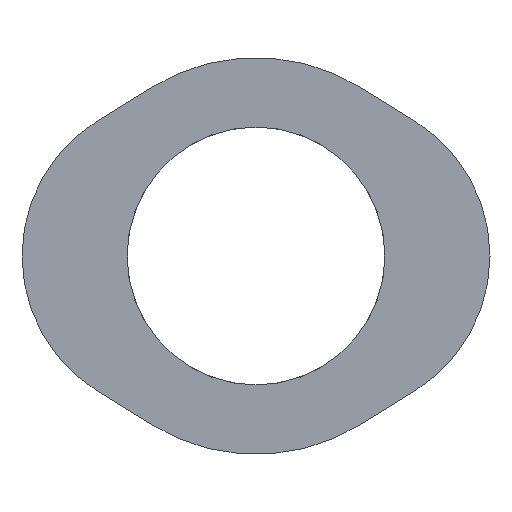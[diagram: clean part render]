
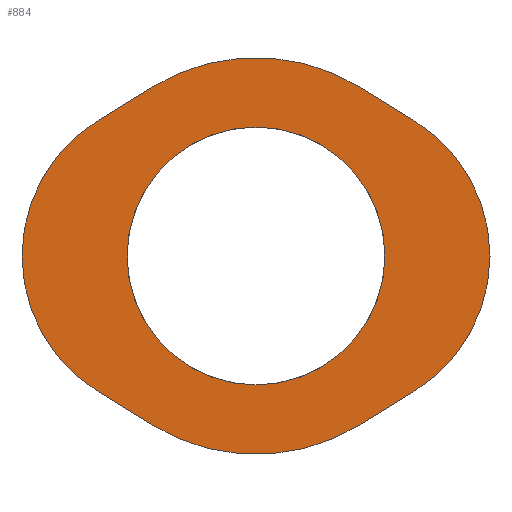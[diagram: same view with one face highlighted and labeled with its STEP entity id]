
A CAD part, front view. The second image highlights one B-rep face of the part: STEP entity #884.
In plain terms, the highlighted planar face has unit normal (0, -1, 0).
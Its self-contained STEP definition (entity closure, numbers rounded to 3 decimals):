
#113 = VERTEX_POINT ( 'NONE', #1434 ) ;
#161 = VERTEX_POINT ( 'NONE', #1646 ) ;
#244 = DIRECTION ( 'NONE',  ( 0.85, 0., -0.526 ) ) ;
#282 = CARTESIAN_POINT ( 'NONE',  ( -2.632, -1.5, 4.251 ) ) ;
#292 = LINE ( 'NONE', #705, #1954 ) ;
#302 = DIRECTION ( 'NONE',  ( 0., 0., -1. ) ) ;
#305 = DIRECTION ( 'NONE',  ( 0., -1., 0. ) ) ;
#307 = CARTESIAN_POINT ( 'NONE',  ( 0., -1.5, 0. ) ) ;
#328 = CARTESIAN_POINT ( 'NONE',  ( 2.632, -1.5, -4.251 ) ) ;
#338 = ORIENTED_EDGE ( 'NONE', *, *, #1464, .F. ) ;
#339 = ORIENTED_EDGE ( 'NONE', *, *, #803, .T. ) ;
#341 = ORIENTED_EDGE ( 'NONE', *, *, #754, .T. ) ;
#342 = CARTESIAN_POINT ( 'NONE',  ( -2.632, -1.5, -4.251 ) ) ;
#344 = ORIENTED_EDGE ( 'NONE', *, *, #766, .T. ) ;
#350 = ORIENTED_EDGE ( 'NONE', *, *, #1041, .T. ) ;
#368 = DIRECTION ( 'NONE',  ( 0., 0., -1. ) ) ;
#371 = ORIENTED_EDGE ( 'NONE', *, *, #780, .T. ) ;
#373 = DIRECTION ( 'NONE',  ( 0., 0., 1. ) ) ;
#388 = DIRECTION ( 'NONE',  ( 0.85, 0., 0.526 ) ) ;
#393 = DIRECTION ( 'NONE',  ( 0., -1., 0. ) ) ;
#398 = CARTESIAN_POINT ( 'NONE',  ( -1.9, -1.5, 0. ) ) ;
#459 = DIRECTION ( 'NONE',  ( 0., -1., 0. ) ) ;
#478 = CARTESIAN_POINT ( 'NONE',  ( 0., -1.5, 0. ) ) ;
#516 = VERTEX_POINT ( 'NONE', #1300 ) ;
#538 = DIRECTION ( 'NONE',  ( -0.85, 0., -0.526 ) ) ;
#627 = AXIS2_PLACEMENT_3D ( 'NONE', #1461, #1449, #1405 ) ;
#629 = VERTEX_POINT ( 'NONE', #825 ) ;
#633 = ORIENTED_EDGE ( 'NONE', *, *, #736, .T. ) ;
#705 = CARTESIAN_POINT ( 'NONE',  ( -2.632, -1.5, 4.251 ) ) ;
#736 = EDGE_CURVE ( 'NONE', #889, #1315, #292, .T. ) ;
#754 = EDGE_CURVE ( 'NONE', #1315, #113, #1951, .T. ) ;
#766 = EDGE_CURVE ( 'NONE', #113, #161, #1960, .T. ) ;
#780 = EDGE_CURVE ( 'NONE', #629, #1225, #1930, .T. ) ;
#792 = PLANE ( 'NONE',  #1067 ) ;
#798 = EDGE_CURVE ( 'NONE', #1225, #1823, #1931, .T. ) ;
#803 = EDGE_CURVE ( 'NONE', #1823, #516, #1949, .T. ) ;
#825 = CARTESIAN_POINT ( 'NONE',  ( 2.632, -1.5, -4.251 ) ) ;
#884 = ADVANCED_FACE ( 'NONE', ( #1895, #1891 ), #792, .T. ) ;
#889 = VERTEX_POINT ( 'NONE', #282 ) ;
#921 = DIRECTION ( 'NONE',  ( 0., 0., -1. ) ) ;
#950 = AXIS2_PLACEMENT_3D ( 'NONE', #478, #459, #368 ) ;
#951 = CARTESIAN_POINT ( 'NONE',  ( 4.005, -1.5, 3.401 ) ) ;
#958 = CARTESIAN_POINT ( 'NONE',  ( 0., -1.5, 0. ) ) ;
#978 = AXIS2_PLACEMENT_3D ( 'NONE', #958, #1320, #921 ) ;
#1026 = EDGE_CURVE ( 'NONE', #516, #889, #1874, .T. ) ;
#1041 = EDGE_CURVE ( 'NONE', #161, #629, #1855, .T. ) ;
#1067 = AXIS2_PLACEMENT_3D ( 'NONE', #307, #305, #302 ) ;
#1139 = ORIENTED_EDGE ( 'NONE', *, *, #798, .T. ) ;
#1159 = VERTEX_POINT ( 'NONE', #1205 ) ;
#1169 = AXIS2_PLACEMENT_3D ( 'NONE', #1946, #1944, #1940 ) ;
#1184 = AXIS2_PLACEMENT_3D ( 'NONE', #398, #393, #373 ) ;
#1205 = CARTESIAN_POINT ( 'NONE',  ( 0., -1.5, -3.25 ) ) ;
#1225 = VERTEX_POINT ( 'NONE', #1859 ) ;
#1300 = CARTESIAN_POINT ( 'NONE',  ( 2.632, -1.5, 4.251 ) ) ;
#1315 = VERTEX_POINT ( 'NONE', #1431 ) ;
#1320 = DIRECTION ( 'NONE',  ( 0., -1., 0. ) ) ;
#1337 = ORIENTED_EDGE ( 'NONE', *, *, #1026, .T. ) ;
#1405 = DIRECTION ( 'NONE',  ( 0., 0., -1. ) ) ;
#1431 = CARTESIAN_POINT ( 'NONE',  ( -4.005, -1.5, 3.401 ) ) ;
#1434 = CARTESIAN_POINT ( 'NONE',  ( -4.005, -1.5, -3.401 ) ) ;
#1449 = DIRECTION ( 'NONE',  ( 0., -1., 0. ) ) ;
#1461 = CARTESIAN_POINT ( 'NONE',  ( 0., -1.5, 0. ) ) ;
#1464 = EDGE_CURVE ( 'NONE', #1159, #1159, #1573, .T. ) ;
#1573 = CIRCLE ( 'NONE', #627, 3.25 ) ;
#1609 = EDGE_LOOP ( 'NONE', ( #338 ) ) ;
#1646 = CARTESIAN_POINT ( 'NONE',  ( -2.632, -1.5, -4.251 ) ) ;
#1820 = EDGE_LOOP ( 'NONE', ( #1337, #633, #341, #344, #350, #371, #1139, #339 ) ) ;
#1823 = VERTEX_POINT ( 'NONE', #951 ) ;
#1855 = CIRCLE ( 'NONE', #950, 5. ) ;
#1859 = CARTESIAN_POINT ( 'NONE',  ( 4.005, -1.5, -3.401 ) ) ;
#1874 = CIRCLE ( 'NONE', #978, 5. ) ;
#1891 = FACE_BOUND ( 'NONE', #1609, .T. ) ;
#1895 = FACE_OUTER_BOUND ( 'NONE', #1820, .T. ) ;
#1924 = VECTOR ( 'NONE', #1937, 1000. ) ;
#1928 = VECTOR ( 'NONE', #388, 1000. ) ;
#1930 = LINE ( 'NONE', #328, #1928 ) ;
#1931 = CIRCLE ( 'NONE', #1169, 4. ) ;
#1937 = DIRECTION ( 'NONE',  ( -0.85, 0., 0.526 ) ) ;
#1940 = DIRECTION ( 'NONE',  ( 0., 0., -1. ) ) ;
#1941 = VECTOR ( 'NONE', #244, 1000. ) ;
#1944 = DIRECTION ( 'NONE',  ( 0., -1., 0. ) ) ;
#1946 = CARTESIAN_POINT ( 'NONE',  ( 1.9, -1.5, 0. ) ) ;
#1949 = LINE ( 'NONE', #1966, #1924 ) ;
#1951 = CIRCLE ( 'NONE', #1184, 4. ) ;
#1954 = VECTOR ( 'NONE', #538, 1000. ) ;
#1960 = LINE ( 'NONE', #342, #1941 ) ;
#1966 = CARTESIAN_POINT ( 'NONE',  ( 2.632, -1.5, 4.251 ) ) ;
